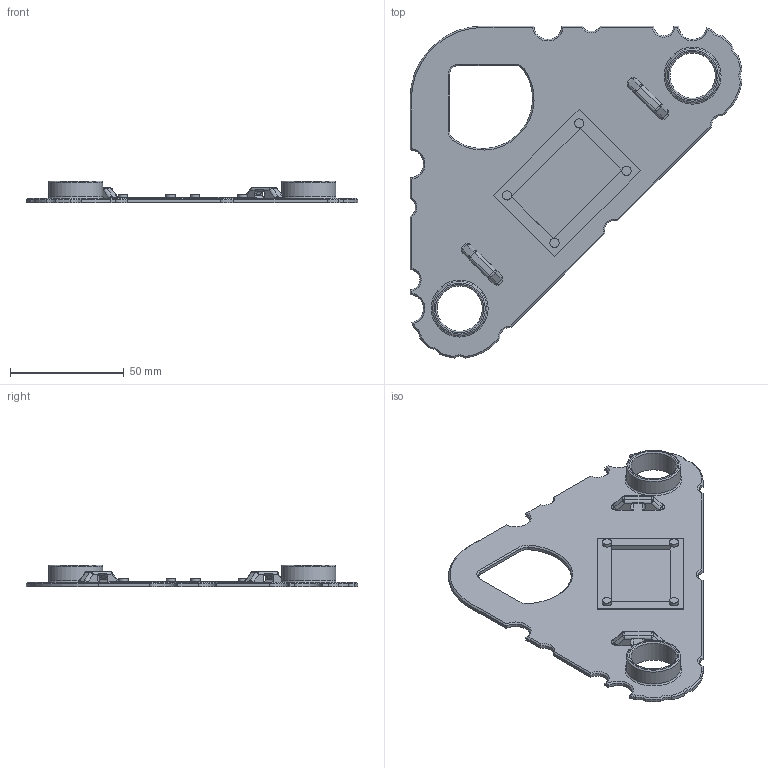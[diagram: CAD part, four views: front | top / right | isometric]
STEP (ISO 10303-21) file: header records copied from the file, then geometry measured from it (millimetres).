
FILE_DESCRIPTION(/* description */ (''),/* implementation_level */ '2;1');
FILE_NAME(/* name */ 'MK4i_cover_003.stp',/* time_stamp */ '2024-02-07T05:41:30-05:00',/* author */ ('Paul'),/* organization */ (''),/* preprocessor_version */ 'ST-DEVELOPER v18.1',/* originating_system */ 'Autodesk Inventor 2022',/* authorisation */ '');
FILE_SCHEMA (('AUTOMOTIVE_DESIGN { 1 0 10303 214 3 1 1 }'));
Length unit declared in the file: inch
Products named in the file (1): MK4i_cover_003
Bounding box: 145.7 x 145.7 x 9.62 mm (x, y, z)
Volume: 25272.1 mm3; surface area: 28232 mm2
Topology: 1 solids, 1 shells, 205 faces, 490 edges, 294 vertices
Faces by surface type: cylinder 78, plane 67, cone 30, torus 22, sphere 8
Full cylindrical faces by diameter (mm): 4.064 x4, 19.888 x2, 23.698 x2
Entity records: 6083 total; most frequent: CARTESIAN_POINT 1236, DIRECTION 1054, ORIENTED_EDGE 980, EDGE_CURVE 490, AXIS2_PLACEMENT_3D 416, VERTEX_POINT 294, EDGE_LOOP 222, LINE 222
